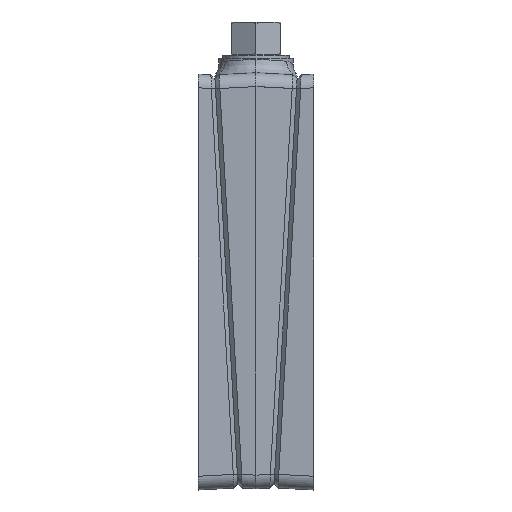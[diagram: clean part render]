
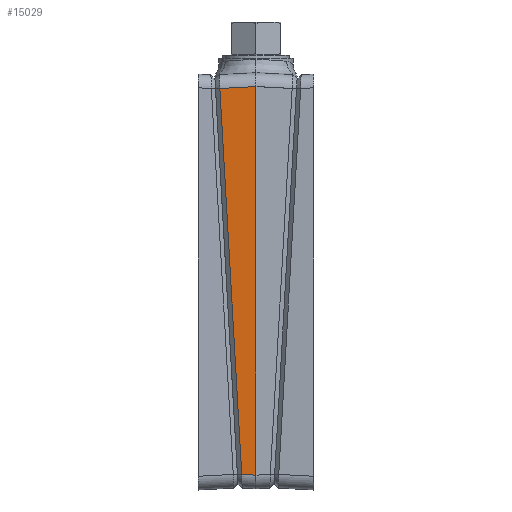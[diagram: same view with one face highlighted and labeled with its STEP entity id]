
A CAD part, left-side view. The second image highlights one B-rep face of the part: STEP entity #15029.
In plain terms, the highlighted planar face has unit normal (-0.999, 0.052, -0.003).
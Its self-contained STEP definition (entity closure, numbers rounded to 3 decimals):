
#2596 = DIRECTION ( 'NONE',  ( -0.003, 0., 1. ) ) ;
#2599 = CARTESIAN_POINT ( 'NONE',  ( -201.397, 41.965, 298.297 ) ) ;
#2622 = DIRECTION ( 'NONE',  ( -0.052, -0.997, -0.052 ) ) ;
#2628 = CARTESIAN_POINT ( 'NONE',  ( -198.193, 86.807, 11.627 ) ) ;
#2637 = DIRECTION ( 'NONE',  ( 0., -0.057, -0.998 ) ) ;
#2650 = DIRECTION ( 'NONE',  ( 0.052, 0.997, -0.052 ) ) ;
#2654 = CARTESIAN_POINT ( 'NONE',  ( -199.828, 71.434, 290.012 ) ) ;
#2732 = CARTESIAN_POINT ( 'NONE',  ( -199.996, 68.707, 298.481 ) ) ;
#3167 = EDGE_CURVE ( 'NONE', #22794, #22795, #18939, .T. ) ;
#3168 = EDGE_CURVE ( 'NONE', #22795, #22800, #18933, .T. ) ;
#3169 = EDGE_CURVE ( 'NONE', #22800, #22801, #18943, .T. ) ;
#3170 = EDGE_CURVE ( 'NONE', #22801, #22794, #18945, .T. ) ;
#3986 = AXIS2_PLACEMENT_3D ( 'NONE', #5520, #5521, #5522 ) ;
#4839 = FACE_OUTER_BOUND ( 'NONE', #16590, .T. ) ;
#5501 = PLANE ( 'NONE',  #3986 ) ;
#5520 = CARTESIAN_POINT ( 'NONE',  ( -199.829, 71.868, 298.302 ) ) ;
#5521 = DIRECTION ( 'NONE',  ( -0.999, 0.052, -0.003 ) ) ;
#5522 = DIRECTION ( 'NONE',  ( 0.052, 0.999, 0. ) ) ;
#14582 = CARTESIAN_POINT ( 'NONE',  ( -201.377, 41.965, 291.556 ) ) ;
#14584 = CARTESIAN_POINT ( 'NONE',  ( -199.996, 68.236, 290.179 ) ) ;
#14591 = CARTESIAN_POINT ( 'NONE',  ( -199.996, 52.316, 9.82 ) ) ;
#14592 = CARTESIAN_POINT ( 'NONE',  ( -200.537, 41.965, 9.277 ) ) ;
#15029 = ADVANCED_FACE ( 'NONE', ( #4839 ), #5501, .T. ) ;
#16590 = EDGE_LOOP ( 'NONE', ( #20440, #20441, #20442, #20443 ) ) ;
#18933 = LINE ( 'NONE', #2732, #18944 ) ;
#18939 = LINE ( 'NONE', #2654, #18942 ) ;
#18942 = VECTOR ( 'NONE', #2650, 1000. ) ;
#18943 = LINE ( 'NONE', #2628, #18946 ) ;
#18944 = VECTOR ( 'NONE', #2637, 1000. ) ;
#18945 = LINE ( 'NONE', #2599, #18948 ) ;
#18946 = VECTOR ( 'NONE', #2622, 1000. ) ;
#18948 = VECTOR ( 'NONE', #2596, 1000. ) ;
#20440 = ORIENTED_EDGE ( 'NONE', *, *, #3167, .T. ) ;
#20441 = ORIENTED_EDGE ( 'NONE', *, *, #3168, .T. ) ;
#20442 = ORIENTED_EDGE ( 'NONE', *, *, #3169, .T. ) ;
#20443 = ORIENTED_EDGE ( 'NONE', *, *, #3170, .T. ) ;
#22794 = VERTEX_POINT ( 'NONE', #14582 ) ;
#22795 = VERTEX_POINT ( 'NONE', #14584 ) ;
#22800 = VERTEX_POINT ( 'NONE', #14591 ) ;
#22801 = VERTEX_POINT ( 'NONE', #14592 ) ;
